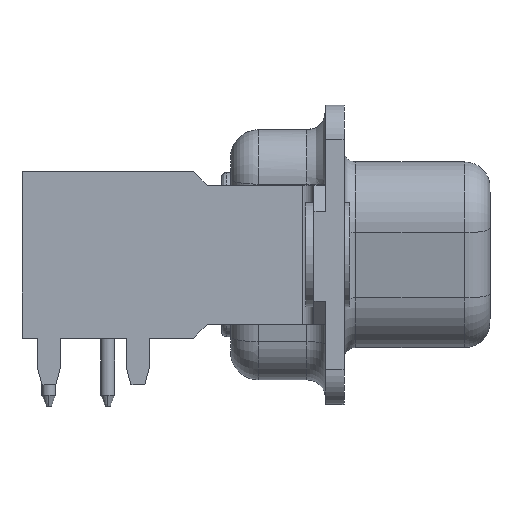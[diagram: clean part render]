
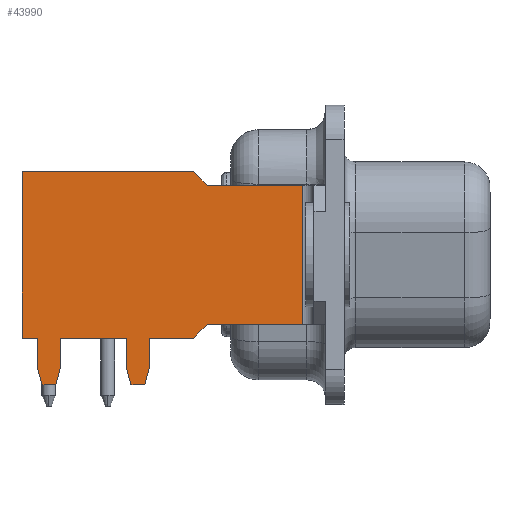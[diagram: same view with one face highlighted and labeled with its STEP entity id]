
A CAD part, left-side view. The second image highlights one B-rep face of the part: STEP entity #43990.
In plain terms, the highlighted face is planar.
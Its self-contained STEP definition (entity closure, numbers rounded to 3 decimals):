
#15250=CARTESIAN_POINT('',(-193.825,210.657,
-8.679));
#15260=DIRECTION('',(1.,0.,
0.002));
#15270=VECTOR('',#15260,1.);
#15280=LINE('',#15250,#15270);
#15290=CARTESIAN_POINT('',(-220.789,210.657,-8.74));
#15300=VERTEX_POINT('',#15290);
#15310=CARTESIAN_POINT('',(-219.536,210.657,-8.737));
#15320=VERTEX_POINT('',#15310);
#15330=EDGE_CURVE('',#15300,#15320,#15280,.T.);
#16610=CARTESIAN_POINT('',(-193.825,210.657,-12.776
));
#16620=DIRECTION('',(1.,0.,
-0.007));
#16630=VECTOR('',#16620,1.);
#16640=LINE('',#16610,#16630);
#16650=CARTESIAN_POINT('',(-220.789,210.657,-12.58));
#16660=VERTEX_POINT('',#16650);
#16670=CARTESIAN_POINT('',(-219.536,210.657,-12.589));
#16680=VERTEX_POINT('',#16670);
#16690=EDGE_CURVE('',#16660,#16680,#16640,.T.);
#17080=CARTESIAN_POINT('',(-219.536,210.657,0.));
#17090=DIRECTION('',(0.,0.,-1.));
#17100=VECTOR('',#17090,1.);
#17110=LINE('',#17080,#17100);
#17120=CARTESIAN_POINT('',(-219.536,210.657,-13.24));
#17130=VERTEX_POINT('',#17120);
#17140=EDGE_CURVE('',#16680,#17130,#17110,.T.);
#17460=CARTESIAN_POINT('',(-193.825,210.657,
-11.578));
#17470=DIRECTION('',(-1.,0.,
0.));
#17480=VECTOR('',#17470,1.);
#17490=LINE('',#17460,#17480);
#17500=CARTESIAN_POINT('',(-219.536,210.657,-11.58));
#17510=VERTEX_POINT('',#17500);
#17520=CARTESIAN_POINT('',(-220.789,210.657,-11.58));
#17530=VERTEX_POINT('',#17520);
#17540=EDGE_CURVE('',#17510,#17530,#17490,.T.);
#21910=CARTESIAN_POINT('',(-218.936,210.657,-1.14));
#21920=VERTEX_POINT('',#21910);
#22170=CARTESIAN_POINT('',(-218.936,210.657,-5.242));
#22180=VERTEX_POINT('',#22170);
#22210=CARTESIAN_POINT('',(-218.936,210.657,0.));
#22220=DIRECTION('',(0.,0.,-1.));
#22230=VECTOR('',#22220,1.);
#22240=LINE('',#22210,#22230);
#22250=EDGE_CURVE('',#21920,#22180,#22240,.T.);
#22550=CARTESIAN_POINT('',(-219.536,210.657,0.));
#22560=DIRECTION('',(0.,0.,-1.));
#22570=VECTOR('',#22560,1.);
#22580=LINE('',#22550,#22570);
#22590=EDGE_CURVE('',#15320,#17510,#22580,.T.);
#22840=CARTESIAN_POINT('',(-221.536,210.657,0.1));
#22850=DIRECTION('',(0.,0.,-1.));
#22860=VECTOR('',#22850,1.);
#22870=LINE('',#22840,#22860);
#22880=CARTESIAN_POINT('',(-221.536,210.657,-7.94));
#22890=VERTEX_POINT('',#22880);
#22900=CARTESIAN_POINT('',(-221.536,210.657,-8.54));
#22910=VERTEX_POINT('',#22900);
#22920=EDGE_CURVE('',#22890,#22910,#22870,.T.);
#26240=CARTESIAN_POINT('',(-193.825,210.657,
-0.515));
#26250=DIRECTION('',(-0.966,0.,
-0.259));
#26260=VECTOR('',#26250,1.);
#26270=LINE('',#26240,#26260);
#26280=CARTESIAN_POINT('',(-220.789,210.657,-7.74));
#26290=VERTEX_POINT('',#26280);
#26300=EDGE_CURVE('',#26290,#22890,#26270,.T.);
#27320=CARTESIAN_POINT('',(-193.825,210.657,
-7.812));
#27330=DIRECTION('',(-1.,0.,
0.003));
#27340=VECTOR('',#27330,1.);
#27350=LINE('',#27320,#27340);
#27360=CARTESIAN_POINT('',(-219.536,210.657,-7.743));
#27370=VERTEX_POINT('',#27360);
#27380=EDGE_CURVE('',#27370,#26290,#27350,.T.);
#27870=CARTESIAN_POINT('',(-219.536,210.657,-5.842));
#27880=VERTEX_POINT('',#27870);
#28000=CARTESIAN_POINT('',(-219.536,210.657,0.));
#28010=DIRECTION('',(0.,0.,-1.));
#28020=VECTOR('',#28010,1.);
#28030=LINE('',#28000,#28020);
#28040=EDGE_CURVE('',#27880,#27370,#28030,.T.);
#28210=CARTESIAN_POINT('',(-193.825,210.657,
-15.965));
#28220=DIRECTION('',(0.966,0.,
-0.259));
#28230=VECTOR('',#28220,1.);
#28240=LINE('',#28210,#28230);
#28250=EDGE_CURVE('',#22910,#15300,#28240,.T.);
#40270=CARTESIAN_POINT('',(-212.936,210.657,-1.14));
#40280=VERTEX_POINT('',#40270);
#40310=CARTESIAN_POINT('',(-212.936,210.657,0.));
#40320=DIRECTION('',(0.,0.,1.));
#40330=VECTOR('',#40320,1.);
#40340=LINE('',#40310,#40330);
#40350=CARTESIAN_POINT('',(-212.936,210.657,-5.242));
#40360=VERTEX_POINT('',#40350);
#40370=EDGE_CURVE('',#40360,#40280,#40340,.T.);
#43240=CARTESIAN_POINT('',(-215.45,210.657,
-8.648));
#43250=DIRECTION('',(0.,-1.,0.));
#43260=DIRECTION('',(-1.,0.,0.));
#43270=AXIS2_PLACEMENT_3D('',#43240,#43250,#43260);
#43280=PLANE('',#43270);
#43290=ORIENTED_EDGE('',*,*,#22250,.F.);
#43300=CARTESIAN_POINT('',(-213.694,210.657,0.));
#43310=DIRECTION('',(0.707,0.,
0.707));
#43320=VECTOR('',#43310,1.);
#43330=LINE('',#43300,#43320);
#43340=EDGE_CURVE('',#27880,#22180,#43330,.T.);
#43350=ORIENTED_EDGE('',*,*,#43340,.T.);
#43360=ORIENTED_EDGE('',*,*,#28040,.F.);
#43370=ORIENTED_EDGE('',*,*,#27380,.F.);
#43380=ORIENTED_EDGE('',*,*,#26300,.F.);
#43390=ORIENTED_EDGE('',*,*,#22920,.F.);
#43400=ORIENTED_EDGE('',*,*,#28250,.F.);
#43410=ORIENTED_EDGE('',*,*,#15330,.F.);
#43420=ORIENTED_EDGE('',*,*,#22590,.F.);
#43430=ORIENTED_EDGE('',*,*,#17540,.F.);
#43440=CARTESIAN_POINT('',(-193.825,210.657,
-4.355));
#43450=DIRECTION('',(-0.966,0.,
-0.259));
#43460=VECTOR('',#43450,1.);
#43470=LINE('',#43440,#43460);
#43480=CARTESIAN_POINT('',(-221.536,210.657,-11.78));
#43490=VERTEX_POINT('',#43480);
#43500=EDGE_CURVE('',#17530,#43490,#43470,.T.);
#43510=ORIENTED_EDGE('',*,*,#43500,.F.);
#43520=CARTESIAN_POINT('',(-221.536,210.657,0.1));
#43530=DIRECTION('',(0.,0.,-1.));
#43540=VECTOR('',#43530,1.);
#43550=LINE('',#43520,#43540);
#43560=CARTESIAN_POINT('',(-221.536,210.657,-12.38));
#43570=VERTEX_POINT('',#43560);
#43580=EDGE_CURVE('',#43490,#43570,#43550,.T.);
#43590=ORIENTED_EDGE('',*,*,#43580,.F.);
#43600=CARTESIAN_POINT('',(-193.825,210.657,
-19.805));
#43610=DIRECTION('',(0.966,0.,
-0.259));
#43620=VECTOR('',#43610,1.);
#43630=LINE('',#43600,#43620);
#43640=EDGE_CURVE('',#43570,#16660,#43630,.T.);
#43650=ORIENTED_EDGE('',*,*,#43640,.F.);
#43660=ORIENTED_EDGE('',*,*,#16690,.F.);
#43670=ORIENTED_EDGE('',*,*,#17140,.F.);
#43680=CARTESIAN_POINT('',(-194.125,210.657,-13.24));
#43690=DIRECTION('',(1.,0.,0.));
#43700=VECTOR('',#43690,1.);
#43710=LINE('',#43680,#43700);
#43720=CARTESIAN_POINT('',(-212.336,210.657,-13.24));
#43730=VERTEX_POINT('',#43720);
#43740=EDGE_CURVE('',#17130,#43730,#43710,.T.);
#43750=ORIENTED_EDGE('',*,*,#43740,.F.);
#43760=CARTESIAN_POINT('',(-212.336,210.657,0.));
#43770=DIRECTION('',(0.,0.,1.));
#43780=VECTOR('',#43770,1.);
#43790=LINE('',#43760,#43780);
#43800=CARTESIAN_POINT('',(-212.336,210.657,-5.842));
#43810=VERTEX_POINT('',#43800);
#43820=EDGE_CURVE('',#43730,#43810,#43790,.T.);
#43830=ORIENTED_EDGE('',*,*,#43820,.F.);
#43840=CARTESIAN_POINT('',(-218.178,210.657,0.));
#43850=DIRECTION('',(0.707,0.,
-0.707));
#43860=VECTOR('',#43850,1.);
#43870=LINE('',#43840,#43860);
#43880=EDGE_CURVE('',#40360,#43810,#43870,.T.);
#43890=ORIENTED_EDGE('',*,*,#43880,.T.);
#43900=ORIENTED_EDGE('',*,*,#40370,.F.);
#43910=CARTESIAN_POINT('',(-194.125,210.657,-1.14));
#43920=DIRECTION('',(1.,0.,0.));
#43930=VECTOR('',#43920,1.);
#43940=LINE('',#43910,#43930);
#43950=EDGE_CURVE('',#21920,#40280,#43940,.T.);
#43960=ORIENTED_EDGE('',*,*,#43950,.T.);
#43970=EDGE_LOOP('',(#43960,#43900,#43890,#43830,#43750,#43670,#43660,
#43650,#43590,#43510,#43430,#43420,#43410,#43400,#43390,#43380,#43370,
#43360,#43350,#43290));
#43980=FACE_OUTER_BOUND('',#43970,.T.);
#43990=ADVANCED_FACE('',(#43980),#43280,.F.);
